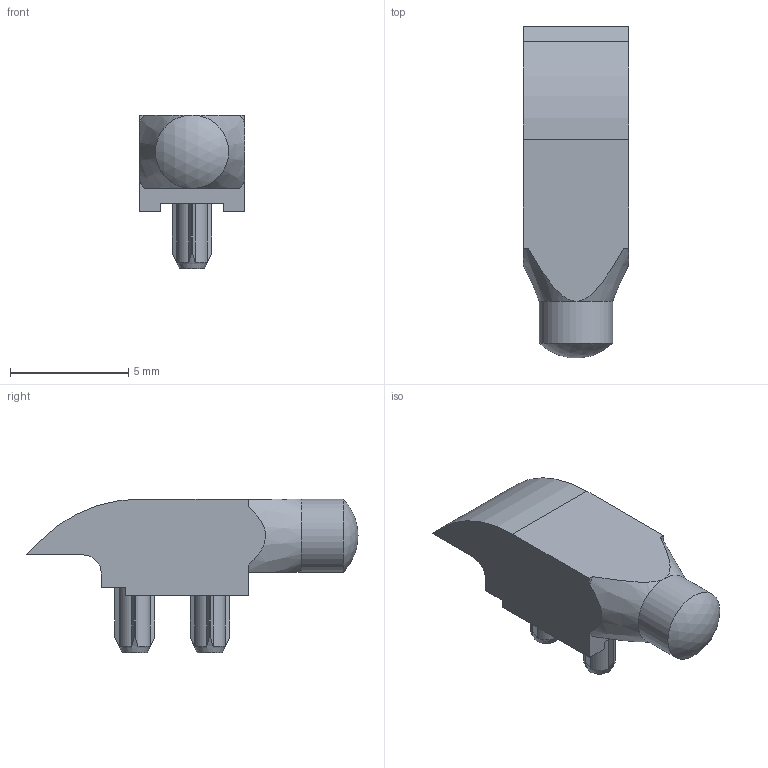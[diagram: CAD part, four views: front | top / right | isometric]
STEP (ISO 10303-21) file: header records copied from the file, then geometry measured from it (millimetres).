
FILE_DESCRIPTION(/* description */ (''),/* implementation_level */ '2;1');
FILE_NAME(/* name */ 'VCC 7511A85.step',/* time_stamp */ '2020-03-20T04:58:37+00:00',/* author */ (''),/* organization */ (''),/* preprocessor_version */ 'ST-DEVELOPER v18',/* originating_system */ 'Autodesk Translation Framework v8.12.0.6',/* authorisation */ '');
FILE_SCHEMA (('AUTOMOTIVE_DESIGN { 1 0 10303 214 3 1 1 }'));
Length unit declared in the file: millimetre
Products named in the file (1): VCC 7511A85x
Bounding box: 4.45 x 14.03 x 6.5 mm (x, y, z)
Volume: 173.6 mm3; surface area: 238.5 mm2
Topology: 1 solids, 1 shells, 59 faces, 166 edges, 111 vertices
Faces by surface type: plane 35, cylinder 19, cone 4, sphere 1
Full cylindrical faces by diameter (mm): 3.099 x1
Entity records: 1937 total; most frequent: CARTESIAN_POINT 381, ORIENTED_EDGE 332, DIRECTION 315, EDGE_CURVE 166, VERTEX_POINT 111, AXIS2_PLACEMENT_3D 111, LINE 93, VECTOR 93
